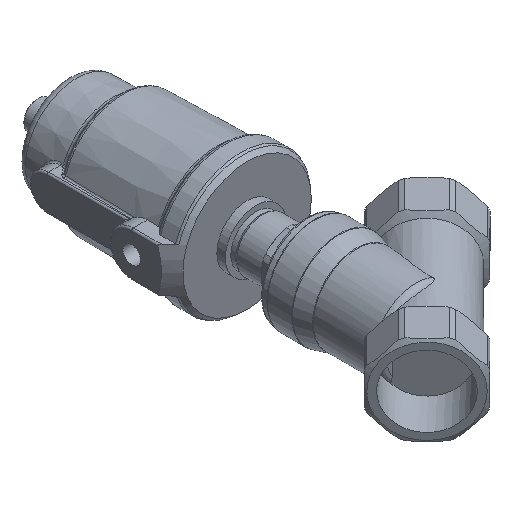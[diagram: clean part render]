
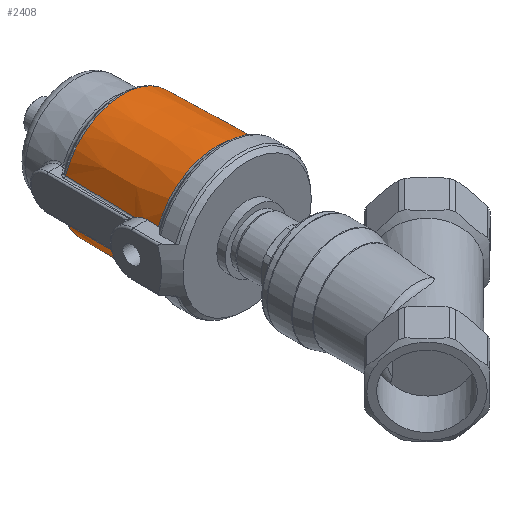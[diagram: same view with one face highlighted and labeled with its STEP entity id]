
A CAD part, isometric view. The second image highlights one B-rep face of the part: STEP entity #2408.
In plain terms, the highlighted conical face has half-angle 1.366 degrees and reference radius 33.971 mm.
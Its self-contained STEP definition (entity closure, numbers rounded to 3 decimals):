
#69=CONICAL_SURFACE('',#2718,33.972,0.024);
#453=CIRCLE('',#2719,33.972);
#454=CIRCLE('',#2720,35.23);
#1054=ORIENTED_EDGE('',*,*,#1472,.F.);
#1055=ORIENTED_EDGE('',*,*,#1428,.T.);
#1056=ORIENTED_EDGE('',*,*,#1458,.F.);
#1057=ORIENTED_EDGE('',*,*,#1473,.F.);
#1058=ORIENTED_EDGE('',*,*,#1474,.T.);
#1059=ORIENTED_EDGE('',*,*,#1413,.T.);
#1060=ORIENTED_EDGE('',*,*,#1401,.T.);
#1061=ORIENTED_EDGE('',*,*,#1397,.T.);
#1397=EDGE_CURVE('',#1663,#1669,#1816,.F.);
#1401=EDGE_CURVE('',#1670,#1663,#1820,.T.);
#1413=EDGE_CURVE('',#1678,#1670,#1826,.F.);
#1428=EDGE_CURVE('',#1686,#1688,#1833,.T.);
#1458=EDGE_CURVE('',#1706,#1688,#1848,.T.);
#1472=EDGE_CURVE('',#1686,#1669,#453,.T.);
#1473=EDGE_CURVE('',#1715,#1706,#1850,.T.);
#1474=EDGE_CURVE('',#1715,#1678,#454,.T.);
#1663=VERTEX_POINT('',#4321);
#1669=VERTEX_POINT('',#4341);
#1670=VERTEX_POINT('',#4378);
#1678=VERTEX_POINT('',#4513);
#1686=VERTEX_POINT('',#4610);
#1688=VERTEX_POINT('',#4621);
#1706=VERTEX_POINT('',#5114);
#1715=VERTEX_POINT('',#5163);
#1816=B_SPLINE_CURVE_WITH_KNOTS('',3,(#4342,#4343,#4344,#4345),
 .UNSPECIFIED.,.F.,.F.,(4,4),(0.,1.),.UNSPECIFIED.);
#1820=B_SPLINE_CURVE_WITH_KNOTS('',3,(#4391,#4392,#4393,#4394),
 .UNSPECIFIED.,.F.,.F.,(4,4),(0.,1.),.UNSPECIFIED.);
#1826=B_SPLINE_CURVE_WITH_KNOTS('',3,(#4519,#4520,#4521,#4522),
 .UNSPECIFIED.,.F.,.F.,(4,4),(0.,1.),.UNSPECIFIED.);
#1833=B_SPLINE_CURVE_WITH_KNOTS('',3,(#4622,#4623,#4624,#4625,#4626,#4627,
#4628,#4629,#4630,#4631),.UNSPECIFIED.,.F.,.F.,(4,3,3,4),(0.,0.002,
0.01,0.04),.UNSPECIFIED.);
#1848=B_SPLINE_CURVE_WITH_KNOTS('',3,(#5115,#5116,#5117,#5118,#5119),
 .UNSPECIFIED.,.F.,.F.,(4,1,4),(0.,0.003,
0.007),.UNSPECIFIED.);
#1850=B_SPLINE_CURVE_WITH_KNOTS('',3,(#5156,#5157,#5158,#5159,#5160,#5161,
#5162),.UNSPECIFIED.,.F.,.F.,(4,3,4),(0.065,0.069,
0.072),.UNSPECIFIED.);
#2016=EDGE_LOOP('',(#1054,#1055,#1056,#1057,#1058,#1059,#1060,#1061));
#2211=FACE_BOUND('',#2016,.T.);
#2408=ADVANCED_FACE('',(#2211),#69,.T.);
#2718=AXIS2_PLACEMENT_3D('',#5154,#3329,#3330);
#2719=AXIS2_PLACEMENT_3D('',#5155,#3331,#3332);
#2720=AXIS2_PLACEMENT_3D('',#5164,#3333,#3334);
#3329=DIRECTION('',(0.,-1.,0.));
#3330=DIRECTION('',(0.,0.,-1.));
#3331=DIRECTION('',(0.,1.,0.));
#3332=DIRECTION('',(0.,0.,1.));
#3333=DIRECTION('',(0.,1.,0.));
#3334=DIRECTION('',(0.,0.,1.));
#4321=CARTESIAN_POINT('',(-93.41,24.399,-33.206));
#4341=CARTESIAN_POINT('',(-93.418,62.724,-32.247));
#4342=CARTESIAN_POINT('',(-93.418,62.724,-32.248));
#4343=CARTESIAN_POINT('',(-93.415,49.949,-32.567));
#4344=CARTESIAN_POINT('',(-93.412,37.174,-32.887));
#4345=CARTESIAN_POINT('',(-93.41,24.399,-33.207));
#4378=CARTESIAN_POINT('',(-90.88,16.402,-32.489));
#4391=CARTESIAN_POINT('',(-90.88,16.402,-32.489));
#4392=CARTESIAN_POINT('',(-90.881,19.261,-32.415));
#4393=CARTESIAN_POINT('',(-91.774,22.085,-32.738));
#4394=CARTESIAN_POINT('',(-93.41,24.399,-33.206));
#4513=CARTESIAN_POINT('',(-90.879,9.972,-32.653));
#4519=CARTESIAN_POINT('',(-90.88,16.401,-32.489));
#4520=CARTESIAN_POINT('',(-90.88,14.258,-32.544));
#4521=CARTESIAN_POINT('',(-90.879,12.115,-32.598));
#4522=CARTESIAN_POINT('',(-90.879,9.972,-32.653));
#4610=CARTESIAN_POINT('',(-114.789,62.724,-32.247));
#4621=CARTESIAN_POINT('',(-114.797,23.089,-33.239));
#4622=CARTESIAN_POINT('',(-114.789,62.724,-32.247));
#4623=CARTESIAN_POINT('',(-114.789,62.057,-32.264));
#4624=CARTESIAN_POINT('',(-114.789,61.391,-32.281));
#4625=CARTESIAN_POINT('',(-114.789,60.724,-32.297));
#4626=CARTESIAN_POINT('',(-114.79,58.058,-32.364));
#4627=CARTESIAN_POINT('',(-114.79,55.393,-32.431));
#4628=CARTESIAN_POINT('',(-114.791,52.727,-32.498));
#4629=CARTESIAN_POINT('',(-114.793,42.847,-32.745));
#4630=CARTESIAN_POINT('',(-114.795,32.968,-32.992));
#4631=CARTESIAN_POINT('',(-114.797,23.089,-33.239));
#5114=CARTESIAN_POINT('',(-116.703,16.425,-32.735));
#5115=CARTESIAN_POINT('',(-116.703,16.425,-32.735));
#5116=CARTESIAN_POINT('',(-116.703,17.609,-32.704));
#5117=CARTESIAN_POINT('',(-116.375,19.929,-32.774));
#5118=CARTESIAN_POINT('',(-115.416,22.095,-33.065));
#5119=CARTESIAN_POINT('',(-114.797,23.089,-33.239));
#5154=CARTESIAN_POINT('',(-104.103,62.724,0.));
#5155=CARTESIAN_POINT('',(-104.103,62.724,0.));
#5156=CARTESIAN_POINT('',(-116.703,9.972,-32.9));
#5157=CARTESIAN_POINT('',(-116.703,11.104,-32.871));
#5158=CARTESIAN_POINT('',(-116.703,12.236,-32.842));
#5159=CARTESIAN_POINT('',(-116.703,13.367,-32.813));
#5160=CARTESIAN_POINT('',(-116.703,14.387,-32.787));
#5161=CARTESIAN_POINT('',(-116.703,15.406,-32.761));
#5162=CARTESIAN_POINT('',(-116.703,16.425,-32.735));
#5163=CARTESIAN_POINT('',(-116.703,9.972,-32.9));
#5164=CARTESIAN_POINT('',(-104.103,9.972,0.));
